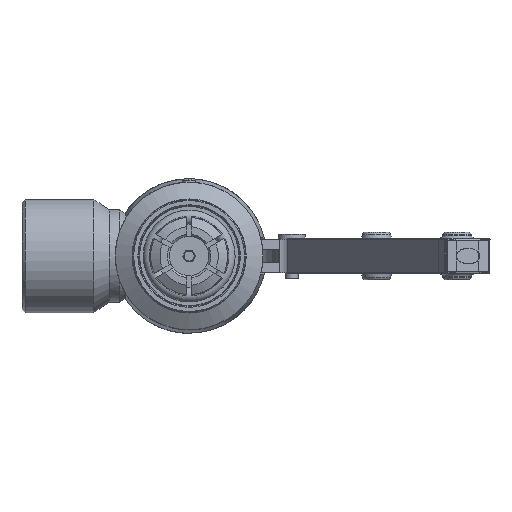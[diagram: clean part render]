
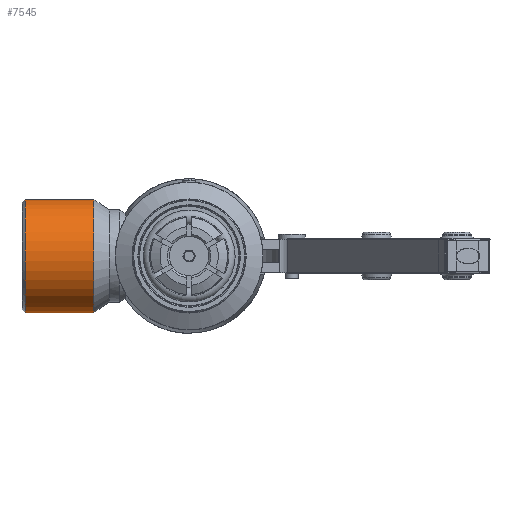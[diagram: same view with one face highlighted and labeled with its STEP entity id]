
A CAD part, left-side view. The second image highlights one B-rep face of the part: STEP entity #7545.
In plain terms, the highlighted cylindrical face has radius 13.919 mm (diameter 27.838 mm), a full revolution.
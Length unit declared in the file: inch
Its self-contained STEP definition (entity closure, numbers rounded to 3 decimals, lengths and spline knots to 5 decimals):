
#713=FACE_OUTER_BOUND('',#1150,.T.);
#1150=EDGE_LOOP('',(#5888,#5889,#5890,#5891,#5892,#5893));
#1719=LINE('',#13242,#2181);
#2181=VECTOR('',#9804,0.548);
#2607=CIRCLE('',#8225,0.548);
#2608=CIRCLE('',#8226,0.548);
#2609=CIRCLE('',#8228,0.548);
#2610=CIRCLE('',#8229,0.548);
#3242=VERTEX_POINT('',#13235);
#3243=VERTEX_POINT('',#13237);
#3244=VERTEX_POINT('',#13241);
#3245=VERTEX_POINT('',#13243);
#4181=EDGE_CURVE('',#3242,#3243,#2607,.T.);
#4182=EDGE_CURVE('',#3243,#3242,#2608,.T.);
#4183=EDGE_CURVE('',#3243,#3244,#1719,.T.);
#4184=EDGE_CURVE('',#3244,#3245,#2609,.T.);
#4185=EDGE_CURVE('',#3245,#3244,#2610,.T.);
#5888=ORIENTED_EDGE('',*,*,#4181,.F.);
#5889=ORIENTED_EDGE('',*,*,#4182,.F.);
#5890=ORIENTED_EDGE('',*,*,#4183,.T.);
#5891=ORIENTED_EDGE('',*,*,#4184,.T.);
#5892=ORIENTED_EDGE('',*,*,#4185,.T.);
#5893=ORIENTED_EDGE('',*,*,#4183,.F.);
#6845=CYLINDRICAL_SURFACE('',#8227,0.548);
#7545=ADVANCED_FACE('',(#713),#6845,.T.);
#8225=AXIS2_PLACEMENT_3D('',#13238,#9798,#9799);
#8226=AXIS2_PLACEMENT_3D('',#13239,#9800,#9801);
#8227=AXIS2_PLACEMENT_3D('',#13240,#9802,#9803);
#8228=AXIS2_PLACEMENT_3D('',#13244,#9805,#9806);
#8229=AXIS2_PLACEMENT_3D('',#13245,#9807,#9808);
#9798=DIRECTION('center_axis',(0.,1.,0.));
#9799=DIRECTION('ref_axis',(0.086,0.,-0.996));
#9800=DIRECTION('center_axis',(0.,1.,0.));
#9801=DIRECTION('ref_axis',(0.086,0.,-0.996));
#9802=DIRECTION('center_axis',(0.,1.,0.));
#9803=DIRECTION('ref_axis',(-0.086,0.,0.996));
#9804=DIRECTION('',(0.,-1.,0.));
#9805=DIRECTION('center_axis',(0.,1.,0.));
#9806=DIRECTION('ref_axis',(-0.086,0.,0.996));
#9807=DIRECTION('center_axis',(0.,1.,0.));
#9808=DIRECTION('ref_axis',(-0.086,0.,0.996));
#13235=CARTESIAN_POINT('',(-1.39738,1.5825,0.54595));
#13237=CARTESIAN_POINT('',(-1.30262,1.5825,-0.54595));
#13238=CARTESIAN_POINT('Origin',(-1.35,1.5825,0.));
#13239=CARTESIAN_POINT('Origin',(-1.35,1.5825,0.));
#13240=CARTESIAN_POINT('Origin',(-1.35,1.26534,0.));
#13241=CARTESIAN_POINT('',(-1.30262,0.91817,-0.54595));
#13242=CARTESIAN_POINT('',(-1.30262,1.26534,-0.54595));
#13243=CARTESIAN_POINT('',(-1.39738,0.91817,0.54595));
#13244=CARTESIAN_POINT('Origin',(-1.35,0.91817,0.));
#13245=CARTESIAN_POINT('Origin',(-1.35,0.91817,0.));
